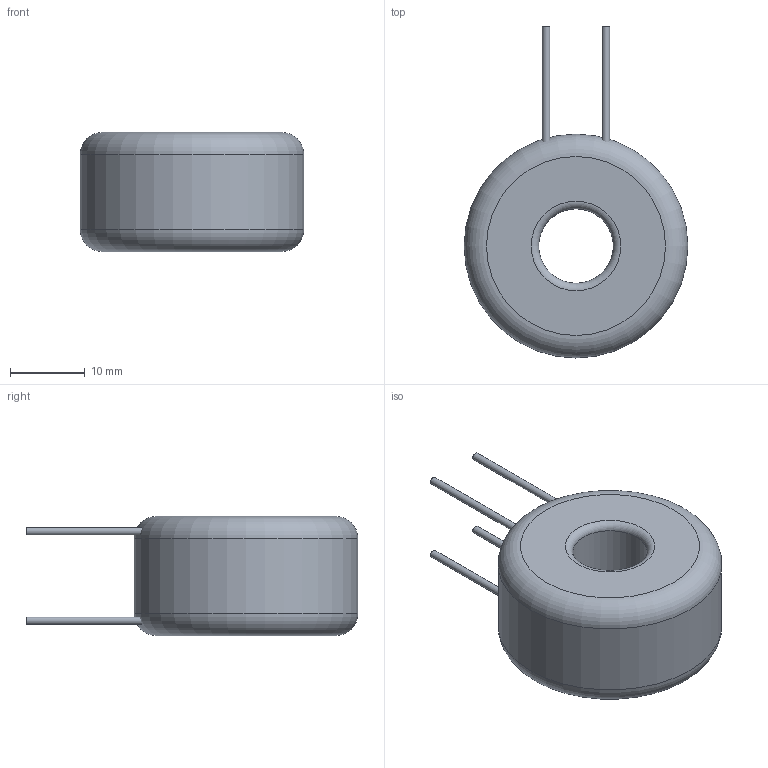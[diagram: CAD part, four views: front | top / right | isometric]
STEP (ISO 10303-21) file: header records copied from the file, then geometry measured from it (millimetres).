
FILE_DESCRIPTION(('FreeCAD Model'),'2;1');
FILE_NAME('R1908X11.stp', '2017-09-21T17:44:48',('Author'),(''), 'Open CASCADE STEP processor 6.8','FreeCAD','Unknown');
FILE_SCHEMA(('AUTOMOTIVE_DESIGN_CC2 { 1 2 10303 214 -1 1 5 4 }'));
Length unit declared in the file: millimetre
Products named in the file (3): ASSEMBLY; Fillet001; Fusion
Assembly tree (2 placements, depth 2):
  ASSEMBLY
    Fillet001
    Fusion
Bounding box: 30 x 44.5 x 16 mm (x, y, z)
Volume: 9769.8 mm3; surface area: 3310.9 mm2
Topology: 5 solids, 5 shells, 20 faces, 26 edges, 16 vertices
Faces by surface type: plane 10, cylinder 6, torus 4
Full cylindrical faces by diameter (mm): 1 x4, 10 x1, 30 x1
Entity records: 859 total; most frequent: CARTESIAN_POINT 177, DIRECTION 124, ORIENTED_EDGE 52, PCURVE 52, DEFINITIONAL_REPRESENTATION 52, AXIS2_PLACEMENT_3D 43, LINE 34, VECTOR 34
